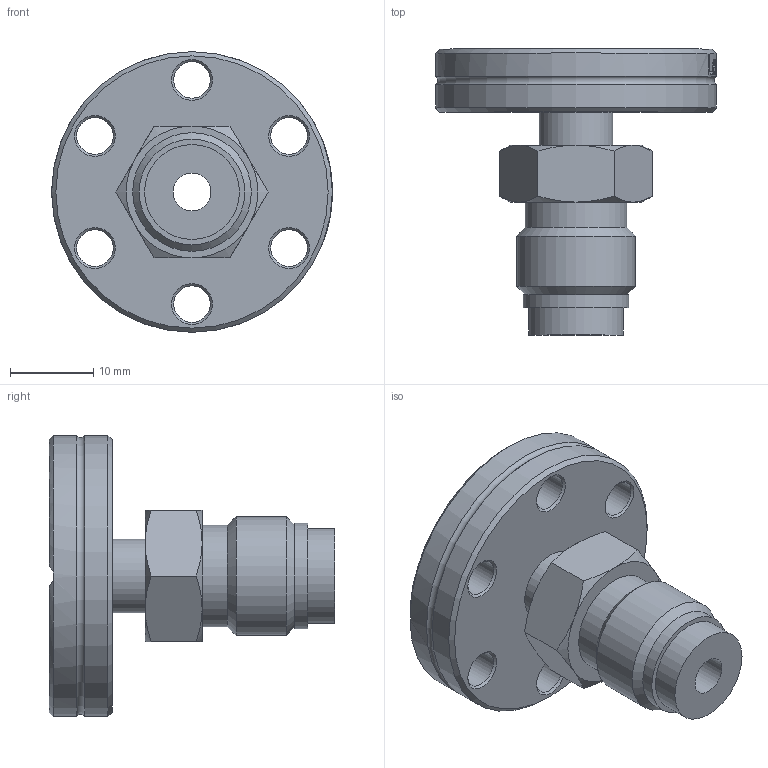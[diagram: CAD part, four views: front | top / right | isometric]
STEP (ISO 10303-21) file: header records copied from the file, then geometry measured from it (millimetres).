
FILE_DESCRIPTION(/* description */ (''),/* implementation_level */ '2;1');
FILE_NAME(/* name */ 'FL-VCR25-16CF.stp',/* time_stamp */ '2019-03-22T14:03:31+00:00',/* author */ ('paul'),/* organization */ (''),/* preprocessor_version */ 'ST-DEVELOPER v17.2',/* originating_system */ 'Autodesk Inventor 2019',/* authorisation */ '');
FILE_SCHEMA (('AUTOMOTIVE_DESIGN { 1 0 10303 214 3 1 1 }'));
Products named in the file (4): FL-VCR25-16CF; FL-16CF; RM-SS-4-VCR-3; RM-SS-4-VCR-4
Assembly tree (3 placements, depth 2):
  FL-VCR25-16CF
    FL-16CF
    RM-SS-4-VCR-3
    RM-SS-4-VCR-4
Bounding box: 33.8 x 34.44 x 33.8 mm (x, y, z)
Volume: 8825.1 mm3; surface area: 6563.5 mm2
Topology: 3 solids, 3 shells, 161 faces, 430 edges, 286 vertices
Faces by surface type: plane 60, bspline 41, cone 31, cylinder 28, torus 1
Full cylindrical faces by diameter (mm): 4.4 x6, 4.572 x1, 6.35 x1, 8.89 x2, 9.144 x1, 11.43 x1, 12.192 x1, 12.7 x1, 14.287 x1, 21.4 x1, 33.8 x2
Entity records: 6626 total; most frequent: CARTESIAN_POINT 2576, ORIENTED_EDGE 860, DIRECTION 729, EDGE_CURVE 430, AXIS2_PLACEMENT_3D 288, VERTEX_POINT 286, EDGE_LOOP 190, FACE_OUTER_BOUND 161
